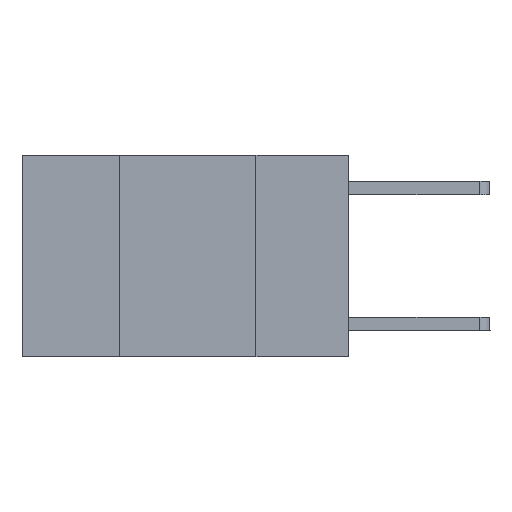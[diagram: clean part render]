
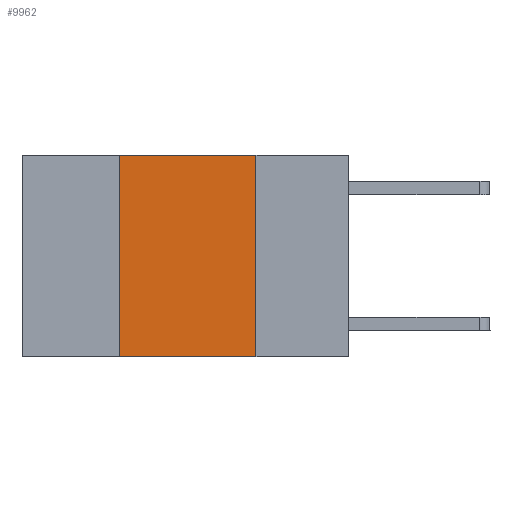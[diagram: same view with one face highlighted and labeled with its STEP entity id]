
A CAD part, left-side view. The second image highlights one B-rep face of the part: STEP entity #9962.
In plain terms, the highlighted planar face has unit normal (-1, 0, 0).
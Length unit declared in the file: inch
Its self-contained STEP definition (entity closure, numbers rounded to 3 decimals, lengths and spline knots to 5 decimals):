
#340 = ORIENTED_EDGE ( 'NONE', *, *, #10280, .T. ) ;
#391 = EDGE_LOOP ( 'NONE', ( #2040, #4291, #685, #340 ) ) ;
#685 = ORIENTED_EDGE ( 'NONE', *, *, #11334, .F. ) ;
#1461 = VERTEX_POINT ( 'NONE', #7955 ) ;
#1475 = VECTOR ( 'NONE', #5911, 39.37008 ) ;
#1607 = AXIS2_PLACEMENT_3D ( 'NONE', #1898, #8069, #2792 ) ;
#1796 = CARTESIAN_POINT ( 'NONE',  ( 0., 0.6, 0. ) ) ;
#1898 = CARTESIAN_POINT ( 'NONE',  ( 0., 0.6, 0. ) ) ;
#2040 = ORIENTED_EDGE ( 'NONE', *, *, #2058, .F. ) ;
#2058 = EDGE_CURVE ( 'NONE', #6253, #6231, #3265, .T. ) ;
#2167 = VECTOR ( 'NONE', #9849, 39.37008 ) ;
#2792 = DIRECTION ( 'NONE',  ( 0., 0., -1. ) ) ;
#3069 = VERTEX_POINT ( 'NONE', #8072 ) ;
#3265 = LINE ( 'NONE', #8730, #9948 ) ;
#3476 = DIRECTION ( 'NONE',  ( 0., 0., -1. ) ) ;
#3663 = LINE ( 'NONE', #1796, #8037 ) ;
#4291 = ORIENTED_EDGE ( 'NONE', *, *, #4341, .F. ) ;
#4341 = EDGE_CURVE ( 'NONE', #3069, #6253, #3663, .T. ) ;
#4603 = FACE_OUTER_BOUND ( 'NONE', #391, .T. ) ;
#5911 = DIRECTION ( 'NONE',  ( 0., -1., 0. ) ) ;
#6231 = VERTEX_POINT ( 'NONE', #6721 ) ;
#6253 = VERTEX_POINT ( 'NONE', #10198 ) ;
#6721 = CARTESIAN_POINT ( 'NONE',  ( 0., 0.17, -0.37 ) ) ;
#7955 = CARTESIAN_POINT ( 'NONE',  ( 0., 0.42, -0.37 ) ) ;
#7974 = DIRECTION ( 'NONE',  ( 0., -1., 0. ) ) ;
#8037 = VECTOR ( 'NONE', #7974, 39.37008 ) ;
#8069 = DIRECTION ( 'NONE',  ( 1., 0., 0. ) ) ;
#8072 = CARTESIAN_POINT ( 'NONE',  ( 0., 0.42, 0. ) ) ;
#8730 = CARTESIAN_POINT ( 'NONE',  ( 0., 0.17, 0. ) ) ;
#9002 = CARTESIAN_POINT ( 'NONE',  ( 0., 0.42, 0. ) ) ;
#9190 = LINE ( 'NONE', #9002, #2167 ) ;
#9849 = DIRECTION ( 'NONE',  ( 0., 0., 1. ) ) ;
#9948 = VECTOR ( 'NONE', #3476, 39.37008 ) ;
#9962 = ADVANCED_FACE ( 'NONE', ( #4603 ), #10607, .F. ) ;
#10198 = CARTESIAN_POINT ( 'NONE',  ( 0., 0.17, 0. ) ) ;
#10280 = EDGE_CURVE ( 'NONE', #1461, #6231, #10786, .T. ) ;
#10607 = PLANE ( 'NONE',  #1607 ) ;
#10786 = LINE ( 'NONE', #11048, #1475 ) ;
#11048 = CARTESIAN_POINT ( 'NONE',  ( 0., 0.6, -0.37 ) ) ;
#11334 = EDGE_CURVE ( 'NONE', #1461, #3069, #9190, .T. ) ;
